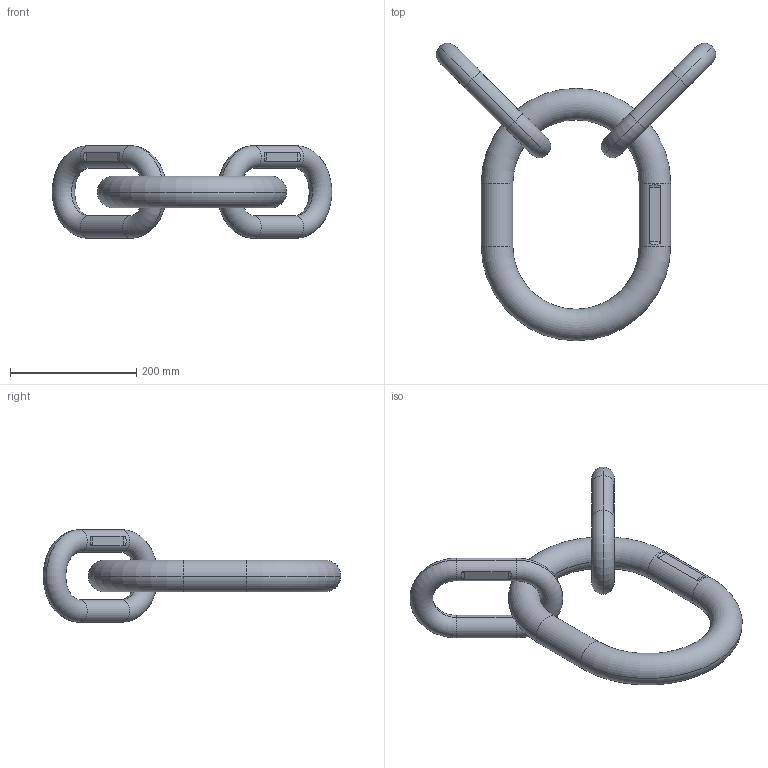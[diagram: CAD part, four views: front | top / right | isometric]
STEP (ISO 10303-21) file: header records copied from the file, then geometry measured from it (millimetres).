
FILE_DESCRIPTION(('CATIA V5 STEP Exchange'),'2;1');
FILE_NAME('X-006-501.stp','2019-07-24T08:07:48+00:00',('none'),('none'),'CATIA Version 5 Release 21 GA (IN-10)','CATIA V5 STEP AP203','none');
FILE_SCHEMA(('CONFIG_CONTROL_DESIGN'));
Length unit declared in the file: millimetre
Products named in the file (1): X-006-501
Bounding box: 443.16 x 471.58 x 147 mm (x, y, z)
Volume: 3023951.4 mm3; surface area: 276479.1 mm2
Topology: 3 solids, 3 shells, 42 faces, 110 edges, 72 vertices
Faces by surface type: torus 12, cylinder 12, bspline 12, plane 6
Entity records: 3808 total; most frequent: CARTESIAN_POINT 2858, ORIENTED_EDGE 216, DIRECTION 122, EDGE_CURVE 108, VERTEX_POINT 72, AXIS2_PLACEMENT_3D 68, B_SPLINE_CURVE_WITH_KNOTS 48, EDGE_LOOP 48
